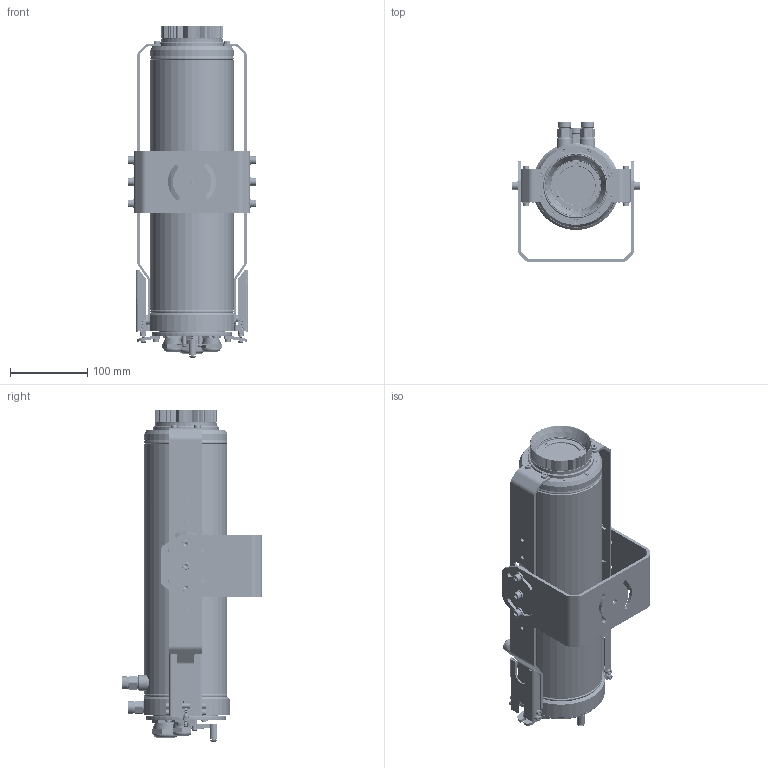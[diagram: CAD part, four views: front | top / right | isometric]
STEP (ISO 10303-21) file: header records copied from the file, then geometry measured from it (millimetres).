
FILE_DESCRIPTION (( 'STEP AP214' ), '1' );
FILE_NAME ('9P360-1 CJ2L-PI-13°.STEP', '2015-03-18T09:19:13', ( 'admin' ), ( '' ), 'SwSTEP 2.0', 'SolidWorks 2015', '' );
FILE_SCHEMA (( 'AUTOMOTIVE_DESIGN' ));
Length unit declared in the file: millimetre
Products named in the file (221): 61430 Linsenkopfschrauben ISK ISO 7380 A2 M4x30; 61339 Senkkopfschraube ISK DIN 7991 A2 M3x16; 64129 Kabelverschraubung WADI M25 x 1,5; 64131 Dichteinsatz M25 Ethernet-HOT-Kabel; 1C335 Rohrgewindeadapter 1_4-3_8; 61202 Senkschraube KS DIN 965 A2 M2 x 6; 9P360-1 CJ2L-PI-13°; 61318 Zylinderkopfschraube DIN 7984 A2 M3x18; 61506 Zylinderkopfschraube DIN 7984 A2 M5x6; 61422 Zylinderschraube ISK DIN 912-.A2 M4x8 ; 61495 Federscheibe DIN 137 B4 VZ_Federscheibe DIN 137 A2 B4 ; 61690  Scheibe DIN 125A-6,4 A2; 1P353 Abdeckplatte; 61421 Zylinderschraube ISK DIN 912-.A2 M4x6 ; 9P362 Schweißkonstruktion-L; 9P365-1 CJ2L Chassis-GO; 1P341-1 Verschlußgriff; 61602 Zylinderschraube ISK DIN 912-.A2 M6x10 ; 62402 Sk-Hutmutter DIN 917 A2 M4; 61298 Spannstift ISO 8752-2 x 8-St_PreviewCfg; 64118 Kabelverschraubung WADI M20 x 1,5; 61695 Federscheibe DIN 137 A2-B6; 1P348 Wasseranschlusszapfen; 63163  O-Ring NBR 50 x 1,5; 61312 Zylinderschraube ISK DIN 912-A2 M3x10_DIN 912 M3 x 10; 61340 Senkkopfschraube ISK DIN 7991 A2 M3x25; 61495 Federscheibe DIN 137 B4 VZ; 61422 Zylinderschraube ISK DIN 912-.A2 M4x8 _DIN 912 M4 x 8; 1P362 Außenrohr-L; 63252 O-Ring NBR 52 x 2; 61394 Kontaktscheibe AFNOR 3x8x0,6 A2; 62400 Sechskantmutter DIN 439 M4 VZ_Hexagon Nut ISO 4032 - M4 - D - N; 1P354-1 Blechlasche; 1P343 Zugbolzen; 9P342-1X Fokussiereinheit 13°-XX; 1P345 Heckplatte; 63178 O-Ring FKM 78 x 1,5; 1P399 Blechlegende; 61430 Linsenkopfschrauben ISK ISO 7380 A2 M4x30_ISO 7380 - M5 x 20 --- 20S; 1P342-1 Verschlußgabel ...
Assembly tree (149 placements, depth 4):
  61430 Linsenkopfschrauben ISK ISO 7380 A2 M4x30
  61339 Senkkopfschraube ISK DIN 7991 A2 M3x16
  64131 Dichteinsatz M25 Ethernet-HOT-Kabel
  61202 Senkschraube KS DIN 965 A2 M2 x 6
  9P360-1 CJ2L-PI-13°
    9P361 K黨lgeh鋟se-L
      9P362 Schweißkonstruktion-L
        1P344 Frontplatte
        1P392 Druckluftrohr-A-L_Default<Wie bearbeitet>
        1P345 Heckplatte
        1P362 Außenrohr-L
        1P348 Wasseranschlusszapfen  x2
      1C335 Rohrgewindeadapter 1_4-3_8  x3
      63212 O-Ring 12 x 2 FKM_O-Ring 20 x 1  x3
      1P346 Luftverteilerring-V
      9P363 Justagewinkel-L
        1P340-1 Befestigungsgabel-CJ2
        1P360-1 Montageblech-L  x2
        61690  Scheibe DIN 125A-6,4 A2_Washer DIN 125 - A 6.4  x6
        61695 Federscheibe DIN 137 A2-B6_DIN 137-B6-FSt  x6
        61602 Zylinderschraube ISK DIN 912-.A2 M6x10 _DIN 912 M4 x 6 --- 6S  x6
      61340 Senkkopfschraube ISK DIN 7991 A2 M3x25_DIN 7991 - M3 x 25 --- 12C  x9
      61506 Zylinderkopfschraube DIN 7984 A2 M5x6_PreviewCfg  x8
      9P341 Schnellverschluß   x2
        1P342-1 Verschlußgabel
        1P343 Zugbolzen
        62402 Sk-Hutmutter DIN 917 A2 M4
        61430 Linsenkopfschrauben ISK ISO 7380 A2 M4x30_ISO 7380 - M5 x 20 --- 20S
        62400 Sechskantmutter DIN 439 M4 VZ_Hexagon Nut ISO 4032 - M4 - D - N
        61422 Zylinderschraube ISK DIN 912-.A2 M4x8 _DIN 912 M4 x 8
        1P341-1 Verschlußgriff
        61495 Federscheibe DIN 137 B4 VZ_Federscheibe DIN 137 A2 B4 
      61421 Zylinderschraube ISK DIN 912-.A2 M4x6 _DIN 912 M4 x 6 --- 6S  x4
      63070 O-Ring FKM 100 x 1  x2
      1P347 Luftverteilerring-H
      63288 O-Ring FKM 88 x 2
      61339 Senkkopfschraube ISK DIN 7991 A2 M3x16_DIN 7991 - M3 x 16 --- 16C  x9
    9P342-1X Fokussiereinheit 13°-XX
      1P350 Fokussierring
      1P394 Düsenring
      63178 O-Ring FKM 78 x 1,5  x2
      63252 O-Ring NBR 52 x 2
      63163  O-Ring NBR 50 x 1,5  x2
      61202 Senkschraube KS DIN 965 A2 M2 x 6  x7
      1P365-1 Spannring-13°  x2
      1P364-1 Schutzfenster 50,8 mm Ge
    9P365-1 CJ2L Chassis-GO
      9P344 Chassis-Abdeckung
        1P353 Abdeckplatte
        63178 O-Ring FKM 78 x 1,5
        64129 Kabelverschraubung WADI M25 x 1,5
        1P354-1 Blechlasche  x2
        61422 Zylinderschraube ISK DIN 912-.A2 M4x8 _DIN 912 M4 x 8  x4
        63204 O-Ring FKM 2,3 x 2,4  x4
        61318 Zylinderkopfschraube DIN 7984 A2 M3x18_DIN 7984 - M3 x 18 --- 16.5S  x4
        64118 Kabelverschraubung WADI M20 x 1,5  x2
        64131 Dichteinsatz M25 Ethernet-HOT-Kabel
        64130 Dichteinsatz M20 USB-HOT-Kabel  x2
        61393 Scheibe DIN 9021 3,2 A2  x4
      9P340 Spanngriff
Bounding box: 166.23 x 182 x 430.41 mm (x, y, z)
Volume: 798754.3 mm3; surface area: 590438.5 mm2
Topology: 157 solids, 157 shells, 8715 faces, 21254 edges, 12808 vertices
Faces by surface type: cone 3267, cylinder 2592, plane 2347, torus 495, sphere 14
Entity records: 120851 total; most frequent: CARTESIAN_POINT 24921, DIRECTION 20012, ORIENTED_EDGE 18322, EDGE_CURVE 9161, AXIS2_PLACEMENT_3D 8118, VERTEX_POINT 5629, CIRCLE 4223, EDGE_LOOP 4098
